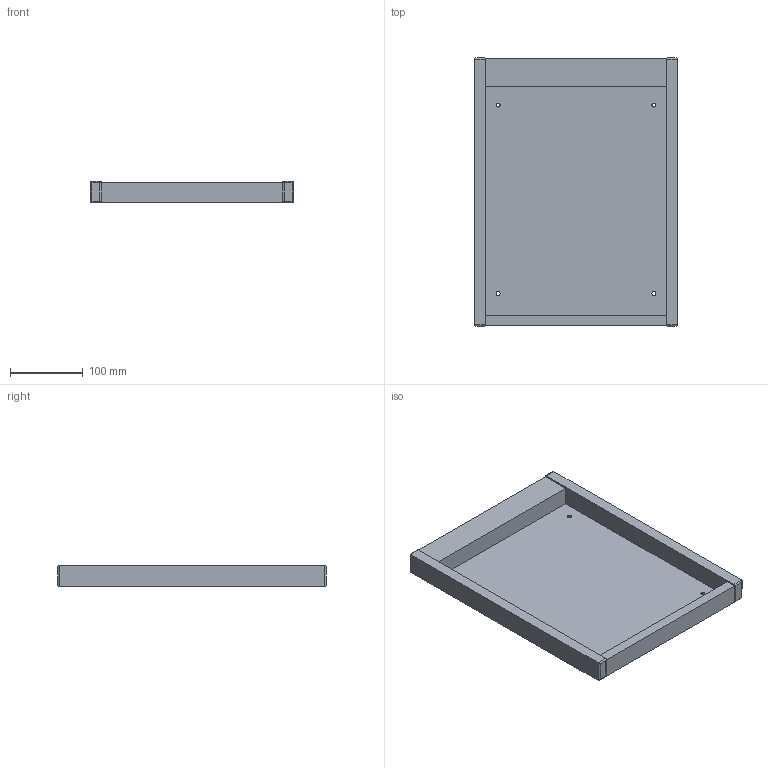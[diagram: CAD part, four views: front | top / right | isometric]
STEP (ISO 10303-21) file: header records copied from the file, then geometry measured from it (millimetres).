
FILE_DESCRIPTION (( 'STEP AP214' ), '1' );
FILE_NAME ('6920400', '2019-01-31T12:06:36', ( '' ), ('JUGARD+KÜNSTNER GmbH'), 'SwSTEP 2.0', 'SolidWorks 2017', '' );
FILE_SCHEMA (( 'AUTOMOTIVE_DESIGN' ));
Length unit declared in the file: millimetre
Products named in the file (1): 6920400_CNAJF00
Bounding box: 280 x 370 x 30 mm (x, y, z)
Volume: 821927.4 mm3; surface area: 275659.9 mm2
Topology: 1 solids, 1 shells, 54 faces, 132 edges, 80 vertices
Faces by surface type: plane 30, cylinder 24
Entity records: 1678 total; most frequent: CARTESIAN_POINT 315, ORIENTED_EDGE 264, DIRECTION 242, EDGE_CURVE 132, LINE 100, VECTOR 100, VERTEX_POINT 80, AXIS2_PLACEMENT_3D 71
